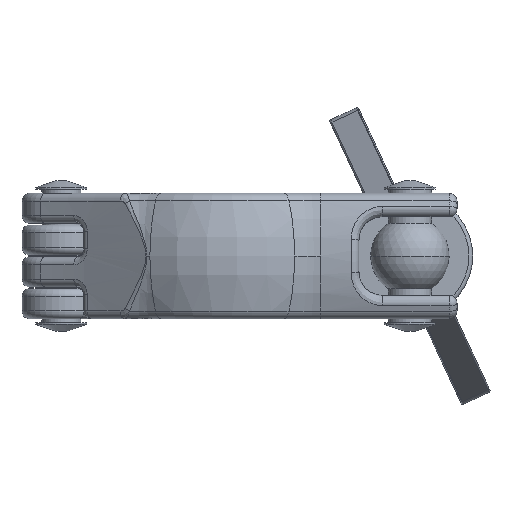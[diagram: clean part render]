
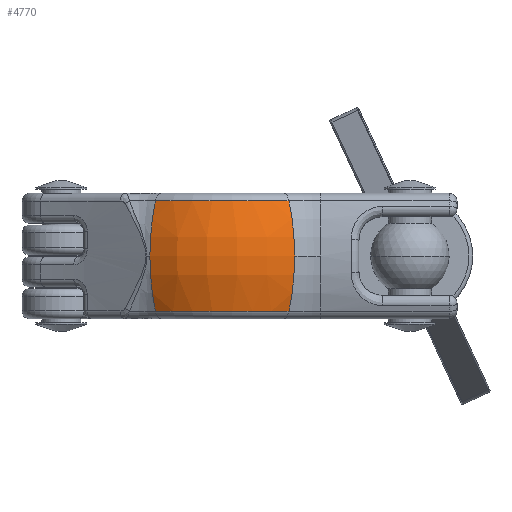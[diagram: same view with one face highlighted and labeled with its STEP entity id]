
A CAD part, front view. The second image highlights one B-rep face of the part: STEP entity #4770.
In plain terms, the highlighted toroidal (fillet/blend) face has major radius 3.25 mm and minor radius 20 mm.
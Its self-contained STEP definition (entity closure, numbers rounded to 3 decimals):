
#66 = EDGE_CURVE ( 'NONE', #10322, #13225, #4161, .T. ) ;
#468 = DIRECTION ( 'NONE',  ( 0.835, 0.55, 0. ) ) ;
#953 = ORIENTED_EDGE ( 'NONE', *, *, #66, .T. ) ;
#1603 = CARTESIAN_POINT ( 'NONE',  ( -1.787, 2.714, 0. ) ) ;
#1660 = CIRCLE ( 'NONE', #6279, 15.475 ) ;
#1768 = CARTESIAN_POINT ( 'NONE',  ( 8.511, -12.924, 7.027 ) ) ;
#1852 = ORIENTED_EDGE ( 'NONE', *, *, #14567, .F. ) ;
#1923 = CARTESIAN_POINT ( 'NONE',  ( -1.787, 2.714, 0. ) ) ;
#2036 = DIRECTION ( 'NONE',  ( 0.835, -0.55, 0. ) ) ;
#2194 = AXIS2_PLACEMENT_3D ( 'NONE', #4530, #13858, #11558 ) ;
#2932 = DIRECTION ( 'NONE',  ( 0., 0., 1. ) ) ;
#3050 = EDGE_CURVE ( 'NONE', #6976, #6190, #3460, .T. ) ;
#3177 = VERTEX_POINT ( 'NONE', #7772 ) ;
#3414 = ORIENTED_EDGE ( 'NONE', *, *, #12221, .F. ) ;
#3460 = CIRCLE ( 'NONE', #8570, 20. ) ;
#4040 = EDGE_CURVE ( 'NONE', #13225, #6190, #14890, .T. ) ;
#4161 = CIRCLE ( 'NONE', #2194, 20. ) ;
#4530 = CARTESIAN_POINT ( 'NONE',  ( 1.787, 2.714, 0. ) ) ;
#4748 = ORIENTED_EDGE ( 'NONE', *, *, #4040, .T. ) ;
#4770 = ADVANCED_FACE ( 'NONE', ( #8103 ), #14276, .T. ) ;
#4877 = DIRECTION ( 'NONE',  ( 0., 0., 1. ) ) ;
#5216 = DIRECTION ( 'NONE',  ( 1., 0., 0. ) ) ;
#5623 = CARTESIAN_POINT ( 'NONE',  ( -8.511, -12.924, -7.027 ) ) ;
#5945 = ORIENTED_EDGE ( 'NONE', *, *, #6438, .T. ) ;
#6034 = AXIS2_PLACEMENT_3D ( 'NONE', #6463, #2036, #6680 ) ;
#6190 = VERTEX_POINT ( 'NONE', #8231 ) ;
#6279 = AXIS2_PLACEMENT_3D ( 'NONE', #8799, #2932, #5216 ) ;
#6433 = ORIENTED_EDGE ( 'NONE', *, *, #3050, .F. ) ;
#6438 = EDGE_CURVE ( 'NONE', #3177, #10322, #12647, .T. ) ;
#6463 = CARTESIAN_POINT ( 'NONE',  ( 1.787, 2.714, 0. ) ) ;
#6680 = DIRECTION ( 'NONE',  ( -0.55, -0.835, 0. ) ) ;
#6681 = CARTESIAN_POINT ( 'NONE',  ( 9.212, -13.989, 0. ) ) ;
#6976 = VERTEX_POINT ( 'NONE', #6681 ) ;
#7203 = CIRCLE ( 'NONE', #15044, 20. ) ;
#7237 = DIRECTION ( 'NONE',  ( 0.55, -0.835, 0. ) ) ;
#7552 = DIRECTION ( 'NONE',  ( 0.55, -0.835, 0. ) ) ;
#7673 = AXIS2_PLACEMENT_3D ( 'NONE', #10482, #4877, #14199 ) ;
#7732 = EDGE_LOOP ( 'NONE', ( #5945, #953, #4748, #6433, #1852, #3414 ) ) ;
#7772 = CARTESIAN_POINT ( 'NONE',  ( -8.511, -12.924, 7.027 ) ) ;
#8103 = FACE_OUTER_BOUND ( 'NONE', #7732, .T. ) ;
#8231 = CARTESIAN_POINT ( 'NONE',  ( 8.511, -12.924, -7.027 ) ) ;
#8547 = DIRECTION ( 'NONE',  ( 0.835, 0.55, 0. ) ) ;
#8570 = AXIS2_PLACEMENT_3D ( 'NONE', #1603, #468, #7237 ) ;
#8799 = CARTESIAN_POINT ( 'NONE',  ( 0., 0., 7.027 ) ) ;
#10322 = VERTEX_POINT ( 'NONE', #11118 ) ;
#10471 = AXIS2_PLACEMENT_3D ( 'NONE', #13340, #10735, #10807 ) ;
#10482 = CARTESIAN_POINT ( 'NONE',  ( 0., 0., 0. ) ) ;
#10735 = DIRECTION ( 'NONE',  ( 0., 0., 1. ) ) ;
#10807 = DIRECTION ( 'NONE',  ( 1., 0., 0. ) ) ;
#11118 = CARTESIAN_POINT ( 'NONE',  ( -9.212, -13.989, 0. ) ) ;
#11238 = VERTEX_POINT ( 'NONE', #1768 ) ;
#11558 = DIRECTION ( 'NONE',  ( -0.55, -0.835, 0. ) ) ;
#12221 = EDGE_CURVE ( 'NONE', #3177, #11238, #1660, .T. ) ;
#12647 = CIRCLE ( 'NONE', #6034, 20. ) ;
#13225 = VERTEX_POINT ( 'NONE', #5623 ) ;
#13340 = CARTESIAN_POINT ( 'NONE',  ( 0., 0., -7.027 ) ) ;
#13858 = DIRECTION ( 'NONE',  ( 0.835, -0.55, 0. ) ) ;
#14199 = DIRECTION ( 'NONE',  ( 1., 0., 0. ) ) ;
#14276 = TOROIDAL_SURFACE ( 'NONE', #7673, -3.25, 20. ) ;
#14567 = EDGE_CURVE ( 'NONE', #11238, #6976, #7203, .T. ) ;
#14890 = CIRCLE ( 'NONE', #10471, 15.475 ) ;
#15044 = AXIS2_PLACEMENT_3D ( 'NONE', #1923, #8547, #7552 ) ;
